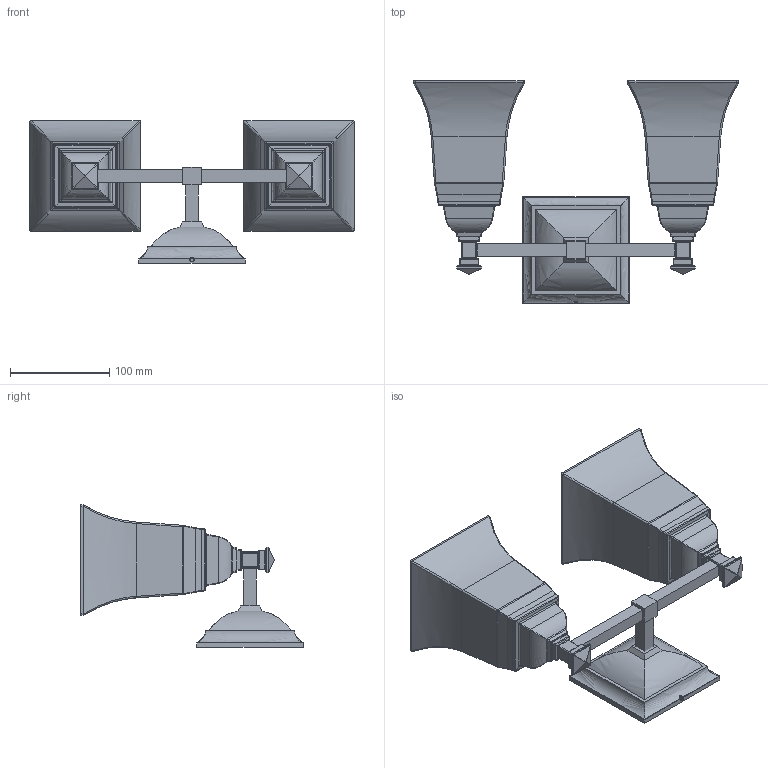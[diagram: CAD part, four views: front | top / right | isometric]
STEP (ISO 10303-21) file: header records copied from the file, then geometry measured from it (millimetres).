
FILE_DESCRIPTION((''),'2;1');
FILE_NAME('19-52SC_WEB','2010-07-22T',('rameshkumark'),(''),'PRO/ENGINEER BY PARAMETRIC TECHNOLOGY CORPORATION, 2009300','PRO/ENGINEER BY PARAMETRIC TECHNOLOGY CORPORATION, 2009300','');
FILE_SCHEMA(('CONFIG_CONTROL_DESIGN'));
Products named in the file (1): 19-52SC_WEB
Bounding box: 327.91 x 224.69 x 144.38 mm (x, y, z)
Surface area: 189118.9 mm2 (no closed solid volume)
Topology: 0 solids, 0 shells, 652 faces, 3001 edges, 2993 vertices
Faces by surface type: bspline 644, sphere 8
Entity records: 69171 total; most frequent: CARTESIAN_POINT 46481, DEFINITIONAL_REPRESENTATION 2977, PCURVE 2977, COMPOSITE_CURVE_SEGMENT 2977, DIRECTION 2634, TRIMMED_CURVE 2365, B_SPLINE_CURVE_WITH_KNOTS 2200, VECTOR 2112
